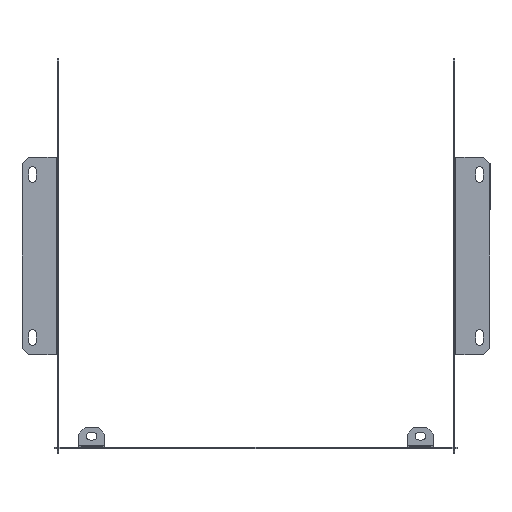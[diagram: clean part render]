
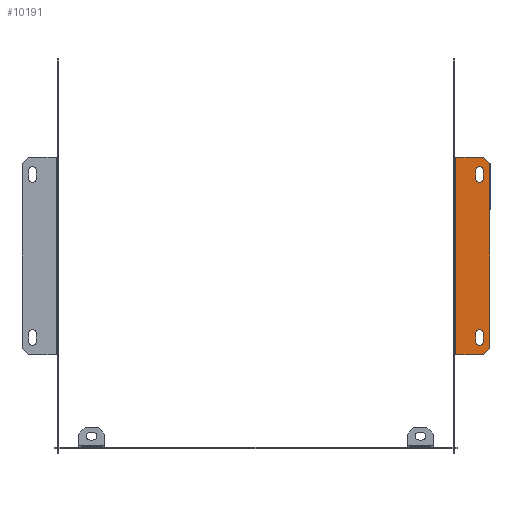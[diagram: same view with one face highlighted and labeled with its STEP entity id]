
A CAD part, left-side view. The second image highlights one B-rep face of the part: STEP entity #10191.
In plain terms, the highlighted face is planar.
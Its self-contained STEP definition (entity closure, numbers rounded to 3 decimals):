
#65 = VERTEX_POINT ( 'NONE', #12402 ) ;
#495 = CIRCLE ( 'NONE', #23895, 3. ) ;
#505 = CARTESIAN_POINT ( 'NONE',  ( 22.004, 59., 249.5 ) ) ;
#515 = EDGE_CURVE ( 'NONE', #17115, #4919, #4397, .T. ) ;
#718 = LINE ( 'NONE', #4653, #3908 ) ;
#956 = VECTOR ( 'NONE', #15302, 1000. ) ;
#1193 = EDGE_CURVE ( 'NONE', #10390, #7563, #2064, .T. ) ;
#1260 = VERTEX_POINT ( 'NONE', #8484 ) ;
#1479 = DIRECTION ( 'NONE',  ( -1., 0., 0. ) ) ;
#1675 = EDGE_LOOP ( 'NONE', ( #21054, #14786, #17148, #10312 ) ) ;
#1729 = FACE_BOUND ( 'NONE', #15031, .T. ) ;
#1737 = VERTEX_POINT ( 'NONE', #15632 ) ;
#1813 = EDGE_CURVE ( 'NONE', #4326, #25913, #9993, .T. ) ;
#2064 = LINE ( 'NONE', #10049, #24290 ) ;
#2451 = EDGE_CURVE ( 'NONE', #4919, #1737, #495, .T. ) ;
#2691 = EDGE_LOOP ( 'NONE', ( #15895, #6221, #22470, #6690, #18207, #6055 ) ) ;
#3162 = DIRECTION ( 'NONE',  ( 0.707, 0.707, 0. ) ) ;
#3488 = ORIENTED_EDGE ( 'NONE', *, *, #2451, .F. ) ;
#3908 = VECTOR ( 'NONE', #10675, 1000. ) ;
#4326 = VERTEX_POINT ( 'NONE', #4542 ) ;
#4397 = LINE ( 'NONE', #16042, #17341 ) ;
#4542 = CARTESIAN_POINT ( 'NONE',  ( 22.004, 65., 249.5 ) ) ;
#4653 = CARTESIAN_POINT ( 'NONE',  ( 16.004, 65., 249.5 ) ) ;
#4728 = DIRECTION ( 'NONE',  ( 0., 0., 1. ) ) ;
#4853 = DIRECTION ( 'NONE',  ( -1., 0., 0. ) ) ;
#4900 = CARTESIAN_POINT ( 'NONE',  ( 22.004, 75., 249.5 ) ) ;
#4919 = VERTEX_POINT ( 'NONE', #16944 ) ;
#5308 = CARTESIAN_POINT ( 'NONE',  ( 19.004, -59., 249.5 ) ) ;
#5438 = EDGE_CURVE ( 'NONE', #21156, #4326, #22697, .T. ) ;
#5460 = EDGE_CURVE ( 'NONE', #65, #23933, #9417, .T. ) ;
#5502 = DIRECTION ( 'NONE',  ( 0., 1., 0. ) ) ;
#5535 = CARTESIAN_POINT ( 'NONE',  ( 19.004, 59., 249.5 ) ) ;
#5598 = ORIENTED_EDGE ( 'NONE', *, *, #20636, .F. ) ;
#5703 = CIRCLE ( 'NONE', #24534, 3. ) ;
#6055 = ORIENTED_EDGE ( 'NONE', *, *, #5460, .F. ) ;
#6171 = DIRECTION ( 'NONE',  ( -1., 0., 0. ) ) ;
#6221 = ORIENTED_EDGE ( 'NONE', *, *, #1193, .T. ) ;
#6249 = DIRECTION ( 'NONE',  ( -1., 0., 0. ) ) ;
#6256 = EDGE_CURVE ( 'NONE', #20576, #21156, #718, .T. ) ;
#6265 = CARTESIAN_POINT ( 'NONE',  ( 19.004, 65., 249.5 ) ) ;
#6513 = VECTOR ( 'NONE', #7429, 1000. ) ;
#6690 = ORIENTED_EDGE ( 'NONE', *, *, #23990, .T. ) ;
#6841 = LINE ( 'NONE', #19005, #22265 ) ;
#6891 = AXIS2_PLACEMENT_3D ( 'NONE', #5308, #15257, #17469 ) ;
#7429 = DIRECTION ( 'NONE',  ( -1., 0., 0. ) ) ;
#7563 = VERTEX_POINT ( 'NONE', #12879 ) ;
#8143 = CARTESIAN_POINT ( 'NONE',  ( -248.796, 0., 249.5 ) ) ;
#8484 = CARTESIAN_POINT ( 'NONE',  ( 22.004, -59., 249.5 ) ) ;
#8486 = EDGE_CURVE ( 'NONE', #1737, #1260, #9815, .T. ) ;
#8887 = EDGE_CURVE ( 'NONE', #10390, #65, #22051, .T. ) ;
#8932 = DIRECTION ( 'NONE',  ( 0., 1., 0. ) ) ;
#9417 = LINE ( 'NONE', #13210, #956 ) ;
#9718 = FACE_BOUND ( 'NONE', #1675, .T. ) ;
#9815 = LINE ( 'NONE', #17794, #12343 ) ;
#9978 = EDGE_CURVE ( 'NONE', #25913, #20576, #5703, .T. ) ;
#9993 = LINE ( 'NONE', #17976, #18424 ) ;
#10049 = CARTESIAN_POINT ( 'NONE',  ( 22.004, -75., 249.5 ) ) ;
#10108 = FACE_OUTER_BOUND ( 'NONE', #2691, .T. ) ;
#10145 = CARTESIAN_POINT ( 'NONE',  ( 27.004, -75., 249.5 ) ) ;
#10191 = ADVANCED_FACE ( 'NONE', ( #10108, #1729, #9718 ), #17697, .F. ) ;
#10312 = ORIENTED_EDGE ( 'NONE', *, *, #6256, .T. ) ;
#10340 = VERTEX_POINT ( 'NONE', #15314 ) ;
#10390 = VERTEX_POINT ( 'NONE', #21350 ) ;
#10675 = DIRECTION ( 'NONE',  ( 0., 1., 0. ) ) ;
#10739 = CARTESIAN_POINT ( 'NONE',  ( 19.004, -65., 249.5 ) ) ;
#11323 = CARTESIAN_POINT ( 'NONE',  ( 16.004, 59., 249.5 ) ) ;
#11404 = AXIS2_PLACEMENT_3D ( 'NONE', #6265, #22251, #23429 ) ;
#12290 = EDGE_CURVE ( 'NONE', #10340, #23933, #18672, .T. ) ;
#12343 = VECTOR ( 'NONE', #5502, 1000. ) ;
#12402 = CARTESIAN_POINT ( 'NONE',  ( 1., -75., 249.5 ) ) ;
#12602 = VECTOR ( 'NONE', #21138, 1000. ) ;
#12879 = CARTESIAN_POINT ( 'NONE',  ( 27.004, -70., 249.5 ) ) ;
#13210 = CARTESIAN_POINT ( 'NONE',  ( 1., 0., 249.5 ) ) ;
#14002 = ORIENTED_EDGE ( 'NONE', *, *, #515, .F. ) ;
#14052 = DIRECTION ( 'NONE',  ( 0., -1., 0. ) ) ;
#14100 = CARTESIAN_POINT ( 'NONE',  ( 27.004, 75., 249.5 ) ) ;
#14786 = ORIENTED_EDGE ( 'NONE', *, *, #1813, .T. ) ;
#15031 = EDGE_LOOP ( 'NONE', ( #17101, #3488, #14002, #5598 ) ) ;
#15040 = CARTESIAN_POINT ( 'NONE',  ( 16.004, -59., 249.5 ) ) ;
#15100 = LINE ( 'NONE', #4900, #12602 ) ;
#15257 = DIRECTION ( 'NONE',  ( 0., 0., 1. ) ) ;
#15302 = DIRECTION ( 'NONE',  ( 0., 1., 0. ) ) ;
#15314 = CARTESIAN_POINT ( 'NONE',  ( 22.004, 75., 249.5 ) ) ;
#15632 = CARTESIAN_POINT ( 'NONE',  ( 22.004, -65., 249.5 ) ) ;
#15895 = ORIENTED_EDGE ( 'NONE', *, *, #8887, .F. ) ;
#16042 = CARTESIAN_POINT ( 'NONE',  ( 16.004, -65., 249.5 ) ) ;
#16125 = DIRECTION ( 'NONE',  ( 0., 0., -1. ) ) ;
#16817 = CARTESIAN_POINT ( 'NONE',  ( 1., 75., 249.5 ) ) ;
#16944 = CARTESIAN_POINT ( 'NONE',  ( 16.004, -65., 249.5 ) ) ;
#17101 = ORIENTED_EDGE ( 'NONE', *, *, #8486, .F. ) ;
#17115 = VERTEX_POINT ( 'NONE', #15040 ) ;
#17148 = ORIENTED_EDGE ( 'NONE', *, *, #9978, .T. ) ;
#17333 = CIRCLE ( 'NONE', #6891, 3. ) ;
#17341 = VECTOR ( 'NONE', #21944, 1000. ) ;
#17469 = DIRECTION ( 'NONE',  ( -1., 0., 0. ) ) ;
#17697 = PLANE ( 'NONE',  #25271 ) ;
#17794 = CARTESIAN_POINT ( 'NONE',  ( 22.004, -65., 249.5 ) ) ;
#17935 = EDGE_CURVE ( 'NONE', #7563, #25535, #6841, .T. ) ;
#17976 = CARTESIAN_POINT ( 'NONE',  ( 22.004, 65., 249.5 ) ) ;
#18207 = ORIENTED_EDGE ( 'NONE', *, *, #12290, .T. ) ;
#18424 = VECTOR ( 'NONE', #14052, 1000. ) ;
#18458 = CARTESIAN_POINT ( 'NONE',  ( 27.004, 70., 249.5 ) ) ;
#18657 = CARTESIAN_POINT ( 'NONE',  ( 16.004, 65., 249.5 ) ) ;
#18672 = LINE ( 'NONE', #14100, #24581 ) ;
#19005 = CARTESIAN_POINT ( 'NONE',  ( 27.004, 75., 249.5 ) ) ;
#20576 = VERTEX_POINT ( 'NONE', #11323 ) ;
#20636 = EDGE_CURVE ( 'NONE', #1260, #17115, #17333, .T. ) ;
#21054 = ORIENTED_EDGE ( 'NONE', *, *, #5438, .T. ) ;
#21138 = DIRECTION ( 'NONE',  ( -0.707, 0.707, 0. ) ) ;
#21156 = VERTEX_POINT ( 'NONE', #18657 ) ;
#21350 = CARTESIAN_POINT ( 'NONE',  ( 22.004, -75., 249.5 ) ) ;
#21944 = DIRECTION ( 'NONE',  ( 0., -1., 0. ) ) ;
#22051 = LINE ( 'NONE', #10145, #6513 ) ;
#22251 = DIRECTION ( 'NONE',  ( 0., 0., -1. ) ) ;
#22265 = VECTOR ( 'NONE', #8932, 1000. ) ;
#22470 = ORIENTED_EDGE ( 'NONE', *, *, #17935, .T. ) ;
#22697 = CIRCLE ( 'NONE', #11404, 3. ) ;
#23429 = DIRECTION ( 'NONE',  ( -1., 0., 0. ) ) ;
#23895 = AXIS2_PLACEMENT_3D ( 'NONE', #10739, #4728, #4853 ) ;
#23933 = VERTEX_POINT ( 'NONE', #16817 ) ;
#23990 = EDGE_CURVE ( 'NONE', #25535, #10340, #15100, .T. ) ;
#24290 = VECTOR ( 'NONE', #3162, 1000. ) ;
#24534 = AXIS2_PLACEMENT_3D ( 'NONE', #5535, #25047, #1479 ) ;
#24581 = VECTOR ( 'NONE', #6249, 1000. ) ;
#25047 = DIRECTION ( 'NONE',  ( 0., 0., -1. ) ) ;
#25271 = AXIS2_PLACEMENT_3D ( 'NONE', #8143, #16125, #6171 ) ;
#25535 = VERTEX_POINT ( 'NONE', #18458 ) ;
#25913 = VERTEX_POINT ( 'NONE', #505 ) ;
